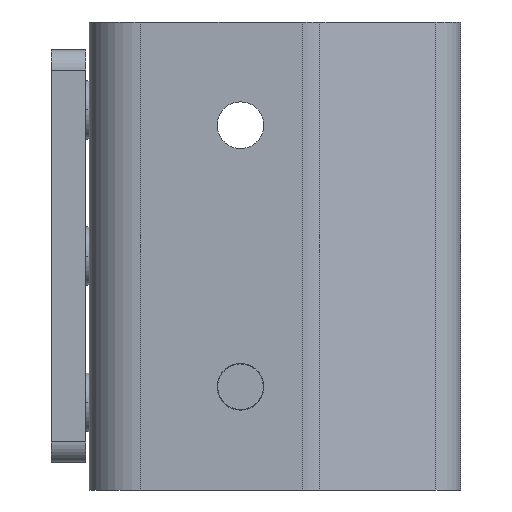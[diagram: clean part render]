
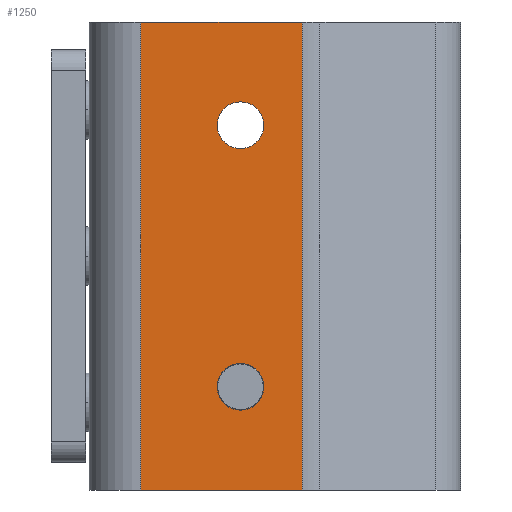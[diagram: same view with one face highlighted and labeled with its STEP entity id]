
A CAD part, left-side view. The second image highlights one B-rep face of the part: STEP entity #1250.
In plain terms, the highlighted planar face has unit normal (-1, 0, 0).
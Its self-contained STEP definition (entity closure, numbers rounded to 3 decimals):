
#1 = VERTEX_POINT ( 'NONE', #1128 ) ;
#45 = VERTEX_POINT ( 'NONE', #3688 ) ;
#130 = VERTEX_POINT ( 'NONE', #3012 ) ;
#171 = CARTESIAN_POINT ( 'NONE',  ( -25.384, 66.53, 89.047 ) ) ;
#240 = DIRECTION ( 'NONE',  ( 0., 0., 1. ) ) ;
#268 = DIRECTION ( 'NONE',  ( -1., 0., 0. ) ) ;
#272 = ORIENTED_EDGE ( 'NONE', *, *, #3320, .T. ) ;
#278 = DIRECTION ( 'NONE',  ( 0., -1., 0. ) ) ;
#313 = EDGE_CURVE ( 'NONE', #130, #1, #2036, .T. ) ;
#335 = VECTOR ( 'NONE', #911, 1000. ) ;
#351 = VECTOR ( 'NONE', #240, 1000. ) ;
#359 = EDGE_CURVE ( 'NONE', #1404, #45, #1126, .T. ) ;
#430 = PLANE ( 'NONE',  #1666 ) ;
#486 = AXIS2_PLACEMENT_3D ( 'NONE', #629, #3155, #1761 ) ;
#525 = AXIS2_PLACEMENT_3D ( 'NONE', #3378, #268, #278 ) ;
#556 = CARTESIAN_POINT ( 'NONE',  ( -25.384, 43.053, 89.047 ) ) ;
#629 = CARTESIAN_POINT ( 'NONE',  ( -25.384, 52.03, 74.047 ) ) ;
#641 = AXIS2_PLACEMENT_3D ( 'NONE', #3446, #2604, #2872 ) ;
#683 = DIRECTION ( 'NONE',  ( 1., 0., 0. ) ) ;
#697 = LINE ( 'NONE', #2647, #335 ) ;
#707 = VERTEX_POINT ( 'NONE', #1200 ) ;
#735 = VERTEX_POINT ( 'NONE', #3177 ) ;
#756 = EDGE_CURVE ( 'NONE', #3465, #45, #2040, .T. ) ;
#830 = CARTESIAN_POINT ( 'NONE',  ( -25.384, 52.03, 36.047 ) ) ;
#910 = EDGE_LOOP ( 'NONE', ( #3210, #1428 ) ) ;
#911 = DIRECTION ( 'NONE',  ( 0., -1., 0. ) ) ;
#921 = AXIS2_PLACEMENT_3D ( 'NONE', #830, #1649, #1927 ) ;
#930 = DIRECTION ( 'NONE',  ( 0., -1., 0. ) ) ;
#964 = LINE ( 'NONE', #171, #1453 ) ;
#1057 = FACE_BOUND ( 'NONE', #3360, .T. ) ;
#1126 = LINE ( 'NONE', #556, #351 ) ;
#1128 = CARTESIAN_POINT ( 'NONE',  ( -25.384, 55.43, 36.047 ) ) ;
#1144 = EDGE_LOOP ( 'NONE', ( #2074, #2585, #3040, #272 ) ) ;
#1199 = EDGE_CURVE ( 'NONE', #1396, #707, #2334, .T. ) ;
#1200 = CARTESIAN_POINT ( 'NONE',  ( -25.384, 48.63, 74.047 ) ) ;
#1220 = FACE_OUTER_BOUND ( 'NONE', #1144, .T. ) ;
#1225 = CARTESIAN_POINT ( 'NONE',  ( -25.384, 43.053, 21.047 ) ) ;
#1226 = CIRCLE ( 'NONE', #525, 3.4 ) ;
#1250 = ADVANCED_FACE ( 'NONE', ( #2379, #1057, #1220 ), #430, .F. ) ;
#1396 = VERTEX_POINT ( 'NONE', #1815 ) ;
#1404 = VERTEX_POINT ( 'NONE', #1225 ) ;
#1428 = ORIENTED_EDGE ( 'NONE', *, *, #1199, .F. ) ;
#1453 = VECTOR ( 'NONE', #2474, 1000. ) ;
#1540 = CARTESIAN_POINT ( 'NONE',  ( -25.384, 47.03, 89.047 ) ) ;
#1649 = DIRECTION ( 'NONE',  ( -1., 0., 0. ) ) ;
#1666 = AXIS2_PLACEMENT_3D ( 'NONE', #1540, #683, #2377 ) ;
#1761 = DIRECTION ( 'NONE',  ( 0., -1., 0. ) ) ;
#1768 = ORIENTED_EDGE ( 'NONE', *, *, #313, .F. ) ;
#1815 = CARTESIAN_POINT ( 'NONE',  ( -25.384, 55.43, 74.047 ) ) ;
#1883 = EDGE_CURVE ( 'NONE', #707, #1396, #3532, .T. ) ;
#1927 = DIRECTION ( 'NONE',  ( 0., -1., 0. ) ) ;
#1950 = CARTESIAN_POINT ( 'NONE',  ( -25.384, 66.53, 89.047 ) ) ;
#2036 = CIRCLE ( 'NONE', #921, 3.4 ) ;
#2040 = LINE ( 'NONE', #2929, #3398 ) ;
#2074 = ORIENTED_EDGE ( 'NONE', *, *, #3121, .T. ) ;
#2334 = CIRCLE ( 'NONE', #641, 3.4 ) ;
#2377 = DIRECTION ( 'NONE',  ( 0., 1., 0. ) ) ;
#2379 = FACE_BOUND ( 'NONE', #910, .T. ) ;
#2474 = DIRECTION ( 'NONE',  ( 0., 0., -1. ) ) ;
#2585 = ORIENTED_EDGE ( 'NONE', *, *, #359, .T. ) ;
#2604 = DIRECTION ( 'NONE',  ( -1., 0., 0. ) ) ;
#2620 = EDGE_CURVE ( 'NONE', #1, #130, #1226, .T. ) ;
#2647 = CARTESIAN_POINT ( 'NONE',  ( -25.384, 47.03, 21.047 ) ) ;
#2872 = DIRECTION ( 'NONE',  ( 0., -1., 0. ) ) ;
#2929 = CARTESIAN_POINT ( 'NONE',  ( -25.384, 47.03, 89.047 ) ) ;
#3012 = CARTESIAN_POINT ( 'NONE',  ( -25.384, 48.63, 36.047 ) ) ;
#3040 = ORIENTED_EDGE ( 'NONE', *, *, #756, .F. ) ;
#3121 = EDGE_CURVE ( 'NONE', #735, #1404, #697, .T. ) ;
#3155 = DIRECTION ( 'NONE',  ( -1., 0., 0. ) ) ;
#3177 = CARTESIAN_POINT ( 'NONE',  ( -25.384, 66.53, 21.047 ) ) ;
#3210 = ORIENTED_EDGE ( 'NONE', *, *, #1883, .F. ) ;
#3320 = EDGE_CURVE ( 'NONE', #3465, #735, #964, .T. ) ;
#3360 = EDGE_LOOP ( 'NONE', ( #1768, #3427 ) ) ;
#3378 = CARTESIAN_POINT ( 'NONE',  ( -25.384, 52.03, 36.047 ) ) ;
#3398 = VECTOR ( 'NONE', #930, 1000. ) ;
#3427 = ORIENTED_EDGE ( 'NONE', *, *, #2620, .F. ) ;
#3446 = CARTESIAN_POINT ( 'NONE',  ( -25.384, 52.03, 74.047 ) ) ;
#3465 = VERTEX_POINT ( 'NONE', #1950 ) ;
#3532 = CIRCLE ( 'NONE', #486, 3.4 ) ;
#3688 = CARTESIAN_POINT ( 'NONE',  ( -25.384, 43.053, 89.047 ) ) ;
